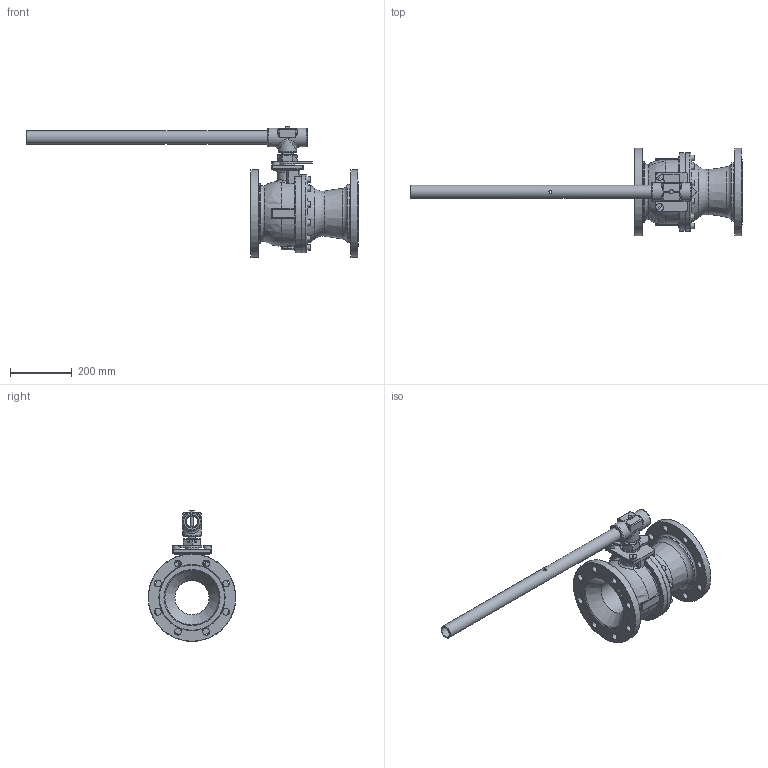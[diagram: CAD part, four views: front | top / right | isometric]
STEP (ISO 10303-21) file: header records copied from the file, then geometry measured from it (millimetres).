
FILE_DESCRIPTION(/* description */ (''),/* implementation_level */ '2;1');
FILE_NAME(/* name */ 'GA-F53-60-D16-W-A-1.stp',/* time_stamp */ '2019-09-18T16:46:55+01:00',/* author */ ('jaday'),/* organization */ (''),/* preprocessor_version */ 'ST-DEVELOPER v16.1',/* originating_system */ 'Autodesk Inventor 2016',/* authorisation */ '');
FILE_SCHEMA (('AUTOMOTIVE_DESIGN { 1 0 10303 214 3 1 1 }'));
Length unit declared in the file: millimetre
Products named in the file (1): GA-F53-60-D16-W-A-1
Bounding box: 1078.46 x 285 x 425.54 mm (x, y, z)
Volume: 8729175.6 mm3; surface area: 909677.9 mm2
Topology: 1 solids, 3 shells, 591 faces, 1464 edges, 896 vertices
Faces by surface type: plane 246, cylinder 181, bspline 59, cone 51, torus 40, sphere 14
Full cylindrical faces by diameter (mm): 9 x2, 10.106 x2, 12 x24, 18 x12, 22 x16, 25.36 x2, 35.5 x1, 42.5 x2, 46.58 x1, 60 x3, 111.125 x1, 189.5 x1, 195.5 x1, 203 x1, 212 x1, 253.8 x1, 254 x1, 285 x2
Entity records: 19416 total; most frequent: CARTESIAN_POINT 5664, DIRECTION 2682, ORIENTED_EDGE 2572, EDGE_CURVE 1286, AXIS2_PLACEMENT_3D 1033, VERTEX_POINT 859, EDGE_LOOP 823, LINE 616
